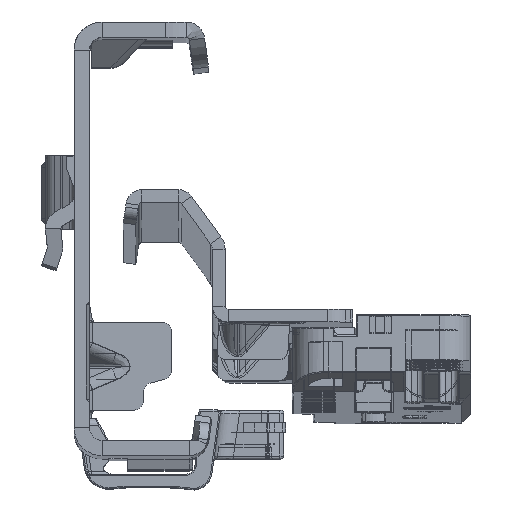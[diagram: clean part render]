
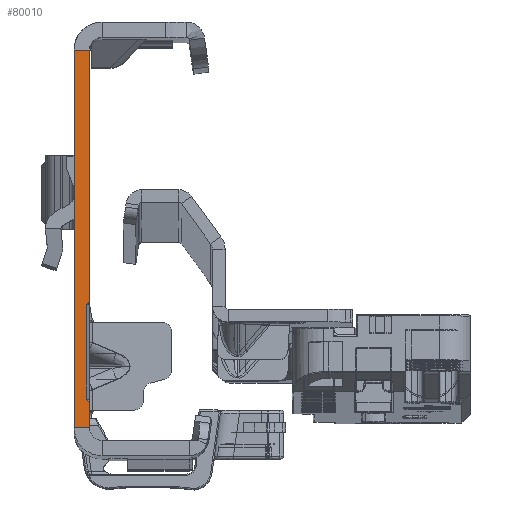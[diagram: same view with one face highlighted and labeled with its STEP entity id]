
A CAD part, top view. The second image highlights one B-rep face of the part: STEP entity #80010.
In plain terms, the highlighted planar face has unit normal (0, 0, 1).
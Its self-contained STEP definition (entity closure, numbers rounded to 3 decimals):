
#3156 = ORIENTED_EDGE ( 'NONE', *, *, #101445, .T. ) ;
#3480 = ORIENTED_EDGE ( 'NONE', *, *, #81004, .F. ) ;
#3798 = CARTESIAN_POINT ( 'NONE',  ( 0.082, -26.047, 0. ) ) ;
#3820 = LINE ( 'NONE', #43418, #126740 ) ;
#3952 = EDGE_LOOP ( 'NONE', ( #39880, #12200, #3480, #3156, #46851, #100838, #78160, #18565 ) ) ;
#9171 = CARTESIAN_POINT ( 'NONE',  ( -0.259, -10.182, 0. ) ) ;
#10398 = CARTESIAN_POINT ( 'NONE',  ( -0.536, -25.45, 0. ) ) ;
#11566 = CARTESIAN_POINT ( 'NONE',  ( 0., -30., 0. ) ) ;
#12200 = ORIENTED_EDGE ( 'NONE', *, *, #19048, .T. ) ;
#15499 = VERTEX_POINT ( 'NONE', #112764 ) ;
#16916 = EDGE_CURVE ( 'NONE', #15499, #57446, #59512, .T. ) ;
#18565 = ORIENTED_EDGE ( 'NONE', *, *, #89075, .T. ) ;
#18978 = LINE ( 'NONE', #108539, #109397 ) ;
#19048 = EDGE_CURVE ( 'NONE', #74584, #38701, #66310, .T. ) ;
#19618 = DIRECTION ( 'NONE',  ( 0., -1., 0. ) ) ;
#21275 = DIRECTION ( 'NONE',  ( -1., 0., 0. ) ) ;
#22562 = VECTOR ( 'NONE', #89498, 1000. ) ;
#26209 = CARTESIAN_POINT ( 'NONE',  ( 0., 30., 0. ) ) ;
#26807 = DIRECTION ( 'NONE',  ( 0., -1., 0. ) ) ;
#27108 = FACE_OUTER_BOUND ( 'NONE', #3952, .T. ) ;
#29787 = CARTESIAN_POINT ( 'NONE',  ( 0., 30., 0. ) ) ;
#30287 = CARTESIAN_POINT ( 'NONE',  ( 0., -32., 0. ) ) ;
#34292 = LINE ( 'NONE', #3798, #65662 ) ;
#36946 = VECTOR ( 'NONE', #21275, 1000. ) ;
#38701 = VERTEX_POINT ( 'NONE', #41715 ) ;
#39690 = VECTOR ( 'NONE', #105853, 1000. ) ;
#39880 = ORIENTED_EDGE ( 'NONE', *, *, #116574, .F. ) ;
#41715 = CARTESIAN_POINT ( 'NONE',  ( 0., -9.932, 0. ) ) ;
#43418 = CARTESIAN_POINT ( 'NONE',  ( -0.536, -9.85, 0. ) ) ;
#44638 = DIRECTION ( 'NONE',  ( 0., 0., 1. ) ) ;
#45646 = CARTESIAN_POINT ( 'NONE',  ( -2.45, -32., 0. ) ) ;
#46791 = CARTESIAN_POINT ( 'NONE',  ( -2.45, 30., 0. ) ) ;
#46851 = ORIENTED_EDGE ( 'NONE', *, *, #88676, .T. ) ;
#55266 = CARTESIAN_POINT ( 'NONE',  ( -0.536, -10.45, 0. ) ) ;
#57446 = VERTEX_POINT ( 'NONE', #124591 ) ;
#59512 = LINE ( 'NONE', #30287, #106502 ) ;
#61166 = VERTEX_POINT ( 'NONE', #46791 ) ;
#63335 = VERTEX_POINT ( 'NONE', #26209 ) ;
#63736 = CARTESIAN_POINT ( 'NONE',  ( -2.45, -30., 0. ) ) ;
#64814 = DIRECTION ( 'NONE',  ( -0.719, 0.695, 0. ) ) ;
#65662 = VECTOR ( 'NONE', #64814, 1000. ) ;
#66310 = LINE ( 'NONE', #9171, #39690 ) ;
#67367 = PLANE ( 'NONE',  #86451 ) ;
#67974 = DIRECTION ( 'NONE',  ( 0., -1., 0. ) ) ;
#69390 = LINE ( 'NONE', #29787, #22562 ) ;
#71092 = VERTEX_POINT ( 'NONE', #10398 ) ;
#73536 = VERTEX_POINT ( 'NONE', #63736 ) ;
#74584 = VERTEX_POINT ( 'NONE', #55266 ) ;
#78160 = ORIENTED_EDGE ( 'NONE', *, *, #16916, .F. ) ;
#80010 = ADVANCED_FACE ( 'NONE', ( #27108 ), #67367, .T. ) ;
#81004 = EDGE_CURVE ( 'NONE', #63335, #38701, #18978, .T. ) ;
#84267 = DIRECTION ( 'NONE',  ( 1., 0., 0. ) ) ;
#86451 = AXIS2_PLACEMENT_3D ( 'NONE', #95923, #44638, #84267 ) ;
#88676 = EDGE_CURVE ( 'NONE', #61166, #73536, #124166, .T. ) ;
#89075 = EDGE_CURVE ( 'NONE', #15499, #71092, #34292, .T. ) ;
#89498 = DIRECTION ( 'NONE',  ( -1., 0., 0. ) ) ;
#95923 = CARTESIAN_POINT ( 'NONE',  ( -2.45, -32., 0. ) ) ;
#100838 = ORIENTED_EDGE ( 'NONE', *, *, #123714, .F. ) ;
#101445 = EDGE_CURVE ( 'NONE', #63335, #61166, #69390, .T. ) ;
#105853 = DIRECTION ( 'NONE',  ( 0.719, 0.695, 0. ) ) ;
#106502 = VECTOR ( 'NONE', #67974, 1000. ) ;
#108539 = CARTESIAN_POINT ( 'NONE',  ( 0., -32., 0. ) ) ;
#109397 = VECTOR ( 'NONE', #19618, 1000. ) ;
#110199 = LINE ( 'NONE', #11566, #36946 ) ;
#112764 = CARTESIAN_POINT ( 'NONE',  ( 0., -25.968, 0. ) ) ;
#114765 = DIRECTION ( 'NONE',  ( 0., -1., 0. ) ) ;
#116574 = EDGE_CURVE ( 'NONE', #74584, #71092, #3820, .T. ) ;
#123714 = EDGE_CURVE ( 'NONE', #57446, #73536, #110199, .T. ) ;
#124166 = LINE ( 'NONE', #45646, #127742 ) ;
#124591 = CARTESIAN_POINT ( 'NONE',  ( 0., -30., 0. ) ) ;
#126740 = VECTOR ( 'NONE', #114765, 1000. ) ;
#127742 = VECTOR ( 'NONE', #26807, 1000. ) ;
